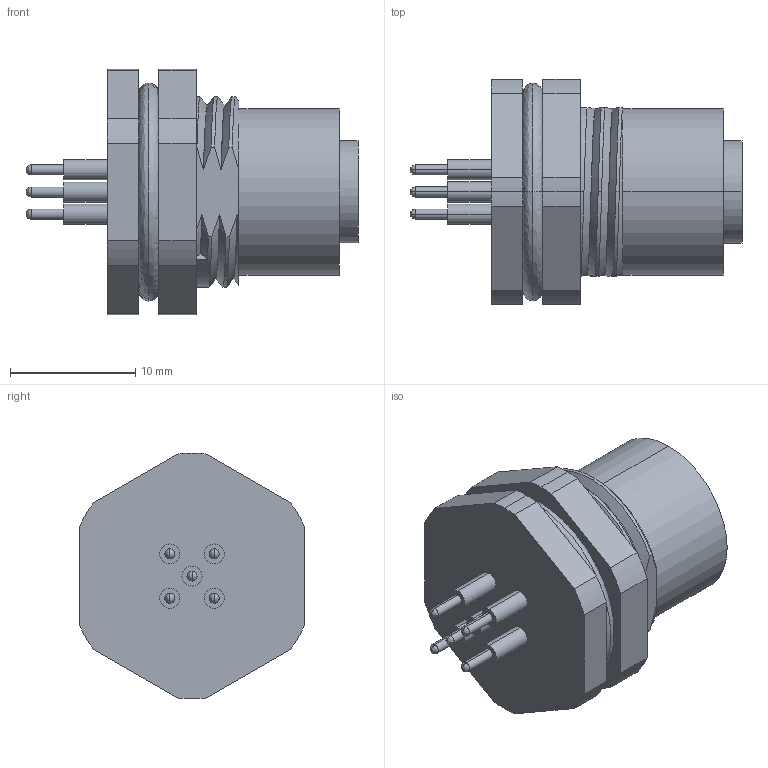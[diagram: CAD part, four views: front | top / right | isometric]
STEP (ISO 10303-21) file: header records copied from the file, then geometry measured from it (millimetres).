
FILE_DESCRIPTION (( 'STEP AP203' ), '1' );
FILE_NAME ('P210.STEP', '2020-03-31T06:15:59', ( 'edpusr' ), ( 'Microsoft' ), 'SwSTEP 2.0', 'SolidWorks 2015', '' );
FILE_SCHEMA (( 'CONFIG_CONTROL_DESIGN' ));
Length unit declared in the file: millimetre
Products named in the file (1): P210
Bounding box: 26.5 x 18 x 19.59 mm (x, y, z)
Volume: 3195.1 mm3; surface area: 2741.4 mm2
Topology: 1 solids, 1 shells, 155 faces, 394 edges, 252 vertices
Faces by surface type: cylinder 78, plane 39, bspline 36, cone 2
Entity records: 7968 total; most frequent: CARTESIAN_POINT 4464, ORIENTED_EDGE 768, DIRECTION 662, EDGE_CURVE 384, AXIS2_PLACEMENT_3D 252, VERTEX_POINT 252, EDGE_LOOP 176, LINE 158
